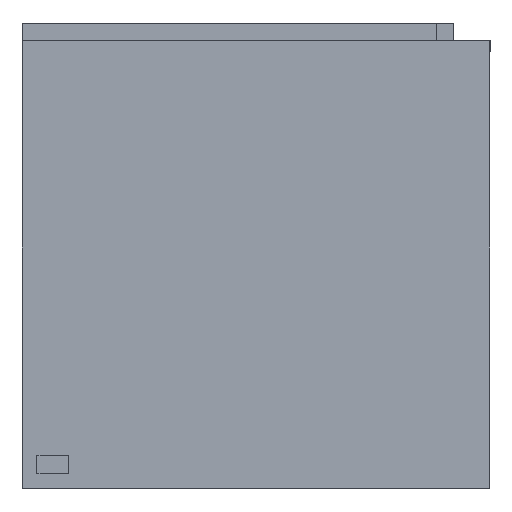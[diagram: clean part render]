
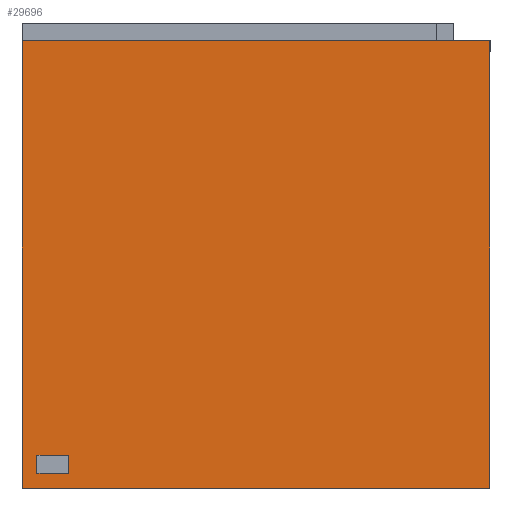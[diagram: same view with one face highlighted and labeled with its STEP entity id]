
A CAD part, left-side view. The second image highlights one B-rep face of the part: STEP entity #29696.
In plain terms, the highlighted planar face has unit normal (-1, 0, 0).
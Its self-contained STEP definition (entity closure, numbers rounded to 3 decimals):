
#3641=FACE_OUTER_BOUND('',#5370,.T.);
#5370=EDGE_LOOP('',(#25984,#25985,#25986,#25987));
#8190=LINE('',#54998,#11167);
#8193=LINE('',#55004,#11170);
#8196=LINE('',#55010,#11173);
#8199=LINE('',#55014,#11176);
#11167=VECTOR('',#39678,1.);
#11170=VECTOR('',#39683,1.);
#11173=VECTOR('',#39688,1.);
#11176=VECTOR('',#39693,1.);
#14007=VERTEX_POINT('',#54995);
#14008=VERTEX_POINT('',#54997);
#14010=VERTEX_POINT('',#55003);
#14012=VERTEX_POINT('',#55009);
#18074=EDGE_CURVE('',#14008,#14007,#8190,.T.);
#18077=EDGE_CURVE('',#14010,#14008,#8193,.T.);
#18080=EDGE_CURVE('',#14012,#14010,#8196,.T.);
#18083=EDGE_CURVE('',#14007,#14012,#8199,.T.);
#25984=ORIENTED_EDGE('',*,*,#18083,.T.);
#25985=ORIENTED_EDGE('',*,*,#18080,.T.);
#25986=ORIENTED_EDGE('',*,*,#18077,.T.);
#25987=ORIENTED_EDGE('',*,*,#18074,.T.);
#28196=PLANE('',#32238);
#29696=ADVANCED_FACE('',(#3641),#28196,.T.);
#32238=AXIS2_PLACEMENT_3D('',#55015,#39694,#39695);
#39678=DIRECTION('',(0.,0.,-1.));
#39683=DIRECTION('',(0.,1.,0.));
#39688=DIRECTION('',(0.,0.,1.));
#39693=DIRECTION('',(0.,-1.,0.));
#39694=DIRECTION('center_axis',(-1.,0.,0.));
#39695=DIRECTION('ref_axis',(0.,0.,1.));
#54995=CARTESIAN_POINT('',(0.,0.,0.));
#54997=CARTESIAN_POINT('',(0.,0.,420.));
#54998=CARTESIAN_POINT('',(0.,0.,420.));
#55003=CARTESIAN_POINT('',(0.,-439.,420.));
#55004=CARTESIAN_POINT('',(0.,-439.,420.));
#55009=CARTESIAN_POINT('',(0.,-439.,0.));
#55010=CARTESIAN_POINT('',(0.,-439.,0.));
#55014=CARTESIAN_POINT('',(0.,0.,0.));
#55015=CARTESIAN_POINT('Origin',(0.,-219.5,
210.));
